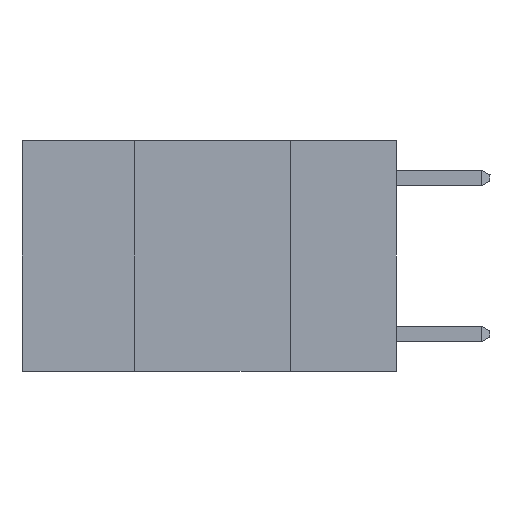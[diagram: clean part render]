
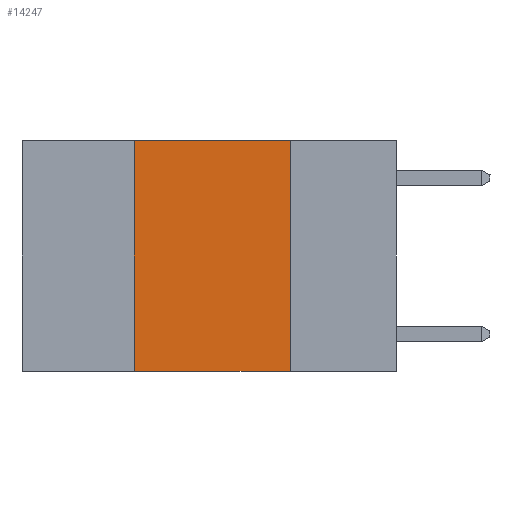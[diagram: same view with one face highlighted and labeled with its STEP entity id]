
A CAD part, left-side view. The second image highlights one B-rep face of the part: STEP entity #14247.
In plain terms, the highlighted planar face has unit normal (-1, 0, 0).
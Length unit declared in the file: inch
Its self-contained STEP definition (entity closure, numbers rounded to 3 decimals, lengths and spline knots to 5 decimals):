
#384 = EDGE_CURVE ( 'NONE', #16292, #8134, #7638, .T. ) ;
#632 = EDGE_CURVE ( 'NONE', #12233, #16292, #11235, .T. ) ;
#2273 = DIRECTION ( 'NONE',  ( 0., 0., 1. ) ) ;
#2508 = CARTESIAN_POINT ( 'NONE',  ( 0., 0.6, 0. ) ) ;
#2764 = ORIENTED_EDGE ( 'NONE', *, *, #384, .F. ) ;
#3194 = CARTESIAN_POINT ( 'NONE',  ( 0., 0.42, 0. ) ) ;
#3579 = VECTOR ( 'NONE', #17727, 39.37008 ) ;
#3834 = EDGE_CURVE ( 'NONE', #9311, #12233, #6257, .T. ) ;
#3950 = DIRECTION ( 'NONE',  ( 1., 0., 0. ) ) ;
#5248 = CARTESIAN_POINT ( 'NONE',  ( 0., 0.17, 0. ) ) ;
#5677 = DIRECTION ( 'NONE',  ( 0., 0., -1. ) ) ;
#6257 = LINE ( 'NONE', #12341, #17370 ) ;
#7638 = LINE ( 'NONE', #18690, #11426 ) ;
#7855 = CARTESIAN_POINT ( 'NONE',  ( 0., 0.6, -0.37 ) ) ;
#8134 = VERTEX_POINT ( 'NONE', #14810 ) ;
#9292 = DIRECTION ( 'NONE',  ( 0., -1., 0. ) ) ;
#9311 = VERTEX_POINT ( 'NONE', #11601 ) ;
#9457 = ORIENTED_EDGE ( 'NONE', *, *, #632, .F. ) ;
#9508 = FACE_OUTER_BOUND ( 'NONE', #9771, .T. ) ;
#9771 = EDGE_LOOP ( 'NONE', ( #2764, #9457, #17993, #14168 ) ) ;
#10514 = LINE ( 'NONE', #7855, #17818 ) ;
#11132 = PLANE ( 'NONE',  #16943 ) ;
#11235 = LINE ( 'NONE', #11843, #3579 ) ;
#11426 = VECTOR ( 'NONE', #5677, 39.37008 ) ;
#11601 = CARTESIAN_POINT ( 'NONE',  ( 0., 0.42, -0.37 ) ) ;
#11843 = CARTESIAN_POINT ( 'NONE',  ( 0., 0.6, 0. ) ) ;
#12233 = VERTEX_POINT ( 'NONE', #3194 ) ;
#12341 = CARTESIAN_POINT ( 'NONE',  ( 0., 0.42, 0. ) ) ;
#14046 = DIRECTION ( 'NONE',  ( 0., 0., -1. ) ) ;
#14168 = ORIENTED_EDGE ( 'NONE', *, *, #17547, .T. ) ;
#14247 = ADVANCED_FACE ( 'NONE', ( #9508 ), #11132, .F. ) ;
#14810 = CARTESIAN_POINT ( 'NONE',  ( 0., 0.17, -0.37 ) ) ;
#16292 = VERTEX_POINT ( 'NONE', #5248 ) ;
#16943 = AXIS2_PLACEMENT_3D ( 'NONE', #2508, #3950, #14046 ) ;
#17370 = VECTOR ( 'NONE', #2273, 39.37008 ) ;
#17547 = EDGE_CURVE ( 'NONE', #9311, #8134, #10514, .T. ) ;
#17727 = DIRECTION ( 'NONE',  ( 0., -1., 0. ) ) ;
#17818 = VECTOR ( 'NONE', #9292, 39.37008 ) ;
#17993 = ORIENTED_EDGE ( 'NONE', *, *, #3834, .F. ) ;
#18690 = CARTESIAN_POINT ( 'NONE',  ( 0., 0.17, 0. ) ) ;
